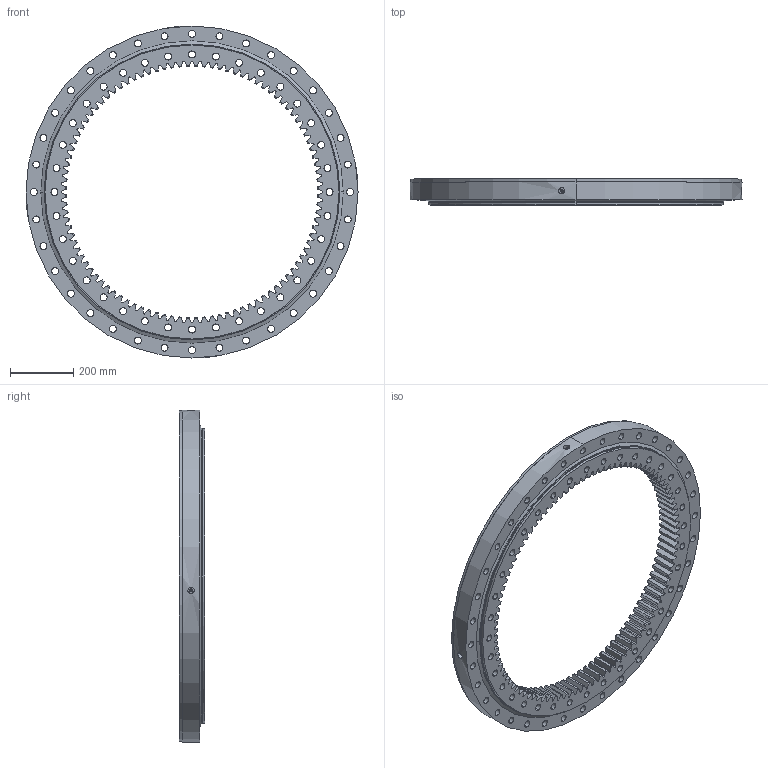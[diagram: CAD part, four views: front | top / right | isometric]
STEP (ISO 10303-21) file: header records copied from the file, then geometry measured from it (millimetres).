
FILE_DESCRIPTION (( 'STEP AP203' ), '1' );
FILE_NAME ('02-0935-00.STEP', '2017-12-26T12:52:17', ( 'defontaine' ), ( 'Hewlett-Packard Company' ), 'SwSTEP 2.0', 'SolidWorks 2016', '' );
FILE_SCHEMA (( 'CONFIG_CONTROL_DESIGN' ));
Length unit declared in the file: millimetre
Products named in the file (1): 02-0935-00
Bounding box: 1050 x 82 x 1050 mm (x, y, z)
Volume: 19649360.9 mm3; surface area: 2309518.7 mm2
Topology: 5 solids, 5 shells, 825 faces, 2404 edges, 1597 vertices
Faces by surface type: cylinder 379, plane 218, cone 208, torus 18, sphere 2
Entity records: 29002 total; most frequent: CARTESIAN_POINT 6643, ORIENTED_EDGE 4798, DIRECTION 4631, EDGE_CURVE 2399, AXIS2_PLACEMENT_3D 1822, VERTEX_POINT 1594, CIRCLE 996, EDGE_LOOP 995
